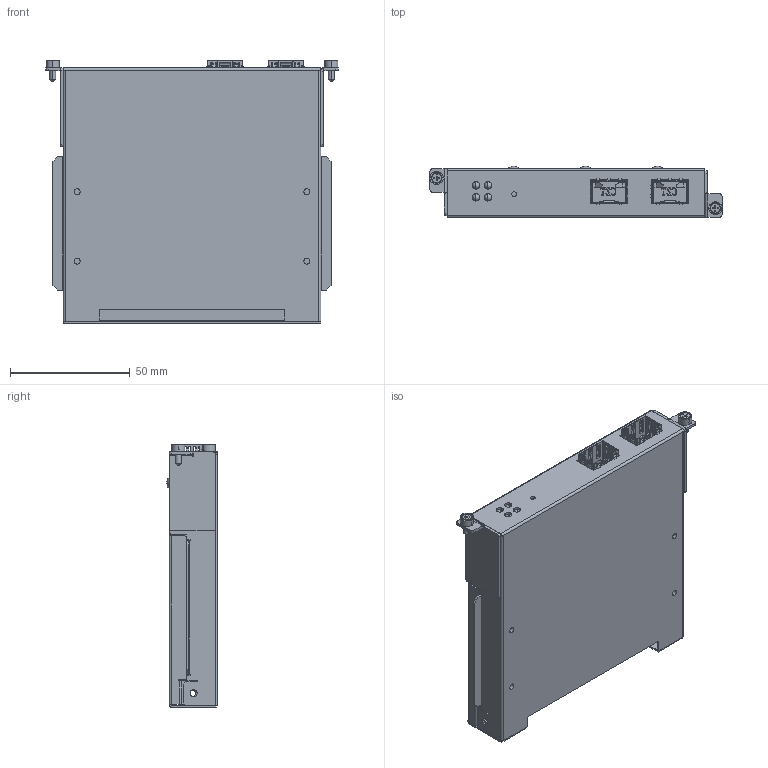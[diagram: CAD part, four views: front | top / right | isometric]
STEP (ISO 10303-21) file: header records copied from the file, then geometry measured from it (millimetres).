
FILE_DESCRIPTION((''),'2;1');
FILE_NAME('GPT-2F_ASM_36_ASM','2023-11-07T17:51:35',('wangzixiong'),(''),'CREO PARAMETRIC BY PTC INC, 2021023','CREO PARAMETRIC BY PTC INC, 2021023','');
FILE_SCHEMA(('AUTOMOTIVE_DESIGN { 1 0 10303 214 1 1 1 1 }'));
Length unit declared in the file: millimetre
Products named in the file (13): ________-0_5U____-V2_0_2; 2-______________-4__--V3_0_18; ASM0001_ASM_2_ASM; 2_3MM_2; FUWEIKAIGUAN-SICOM3009_1; 1X1SFP; 0005; 0006; 00; M2-500; M2-5000_ASM; 00_ASM; GPT-2F_ASM_36_ASM
Assembly tree (16 placements, depth 4):
  GPT-2F_ASM_36_ASM
    ASM0001_ASM_2_ASM
      ________-0_5U____-V2_0_2
      2-______________-4__--V3_0_18
    2_3MM_2  x2
    FUWEIKAIGUAN-SICOM3009_1
    1X1SFP  x2
    00_ASM  x2
      0005
      0006
      M2-5000_ASM
        00
        M2-500
Bounding box: 122 x 21.35 x 109.6 mm (x, y, z)
Volume: 28241.4 mm3; surface area: 74182.4 mm2
Topology: 17 solids, 17 shells, 2895 faces, 8367 edges, 5539 vertices
Faces by surface type: plane 1514, cylinder 1291, extrusion 34, cone 28, sphere 14, bspline 12, torus 2
Entity records: 59647 total; most frequent: CARTESIAN_POINT 11122, ORIENTED_EDGE 9312, DIRECTION 9293, EDGE_CURVE 4656, AXIS2_PLACEMENT_3D 3106, VECTOR 3081, VERTEX_POINT 3077, LINE 3064
